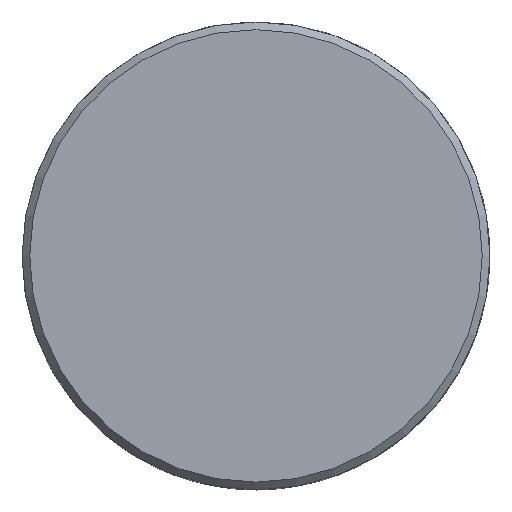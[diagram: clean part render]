
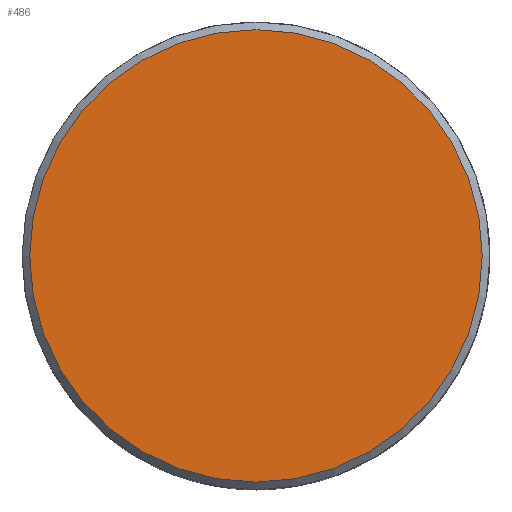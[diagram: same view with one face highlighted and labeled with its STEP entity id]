
A CAD part, top view. The second image highlights one B-rep face of the part: STEP entity #486.
In plain terms, the highlighted planar face has unit normal (0, 0, 1).
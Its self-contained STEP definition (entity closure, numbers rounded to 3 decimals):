
#40=CIRCLE('',#544,14.75);
#80=FACE_OUTER_BOUND('',#112,.T.);
#112=EDGE_LOOP('',(#383));
#229=VERTEX_POINT('',#804);
#283=EDGE_CURVE('',#229,#229,#40,.T.);
#383=ORIENTED_EDGE('',*,*,#283,.F.);
#462=PLANE('',#545);
#486=ADVANCED_FACE('',(#80),#462,.T.);
#544=AXIS2_PLACEMENT_3D('',#805,#651,#652);
#545=AXIS2_PLACEMENT_3D('',#807,#654,#655);
#651=DIRECTION('center_axis',(0.,0.,-1.));
#652=DIRECTION('ref_axis',(1.,0.,0.));
#654=DIRECTION('center_axis',(0.,0.,1.));
#655=DIRECTION('ref_axis',(1.,0.,0.));
#804=CARTESIAN_POINT('',(-14.75,0.,5.9));
#805=CARTESIAN_POINT('Origin',(0.,0.,5.9));
#807=CARTESIAN_POINT('Origin',(0.,0.,5.9));
